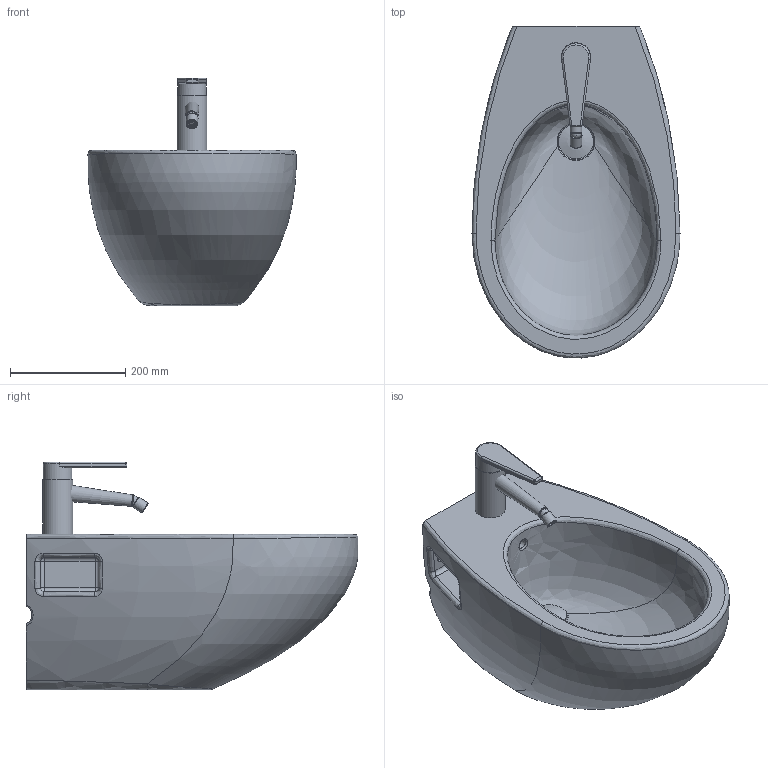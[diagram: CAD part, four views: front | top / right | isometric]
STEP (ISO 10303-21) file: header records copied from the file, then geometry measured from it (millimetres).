
FILE_DESCRIPTION((''),'2;1');
FILE_NAME('253210.stp','2008-03-11T07:49:28',('Huebner'),(''),'Autodesk Inventor 11','Autodesk Inventor 11','');
FILE_SCHEMA(('AUTOMOTIVE_DESIGN { 1 0 10303 214 1 1 1 1 }'));
Length unit declared in the file: millimetre
Products named in the file (11): 253210; Stopfen; Kelch; Baterie_Bidet_Duraplus; hebel1_CARO_2; Hebel2_CARO; Hebel_Bidet_Duraplus_2; Teil_2; Kugel; Neoperl_1
Assembly tree (10 placements, depth 4):
  253210
    253210
    Stopfen
    Kelch
    Baterie_Bidet_Duraplus
      hebel1_CARO_2
      Hebel2_CARO
      Hebel_Bidet_Duraplus_2
        Teil_2
        Kugel
        Neoperl_1
Bounding box: 360.5 x 575.33 x 395 mm (x, y, z)
Volume: 20811704.6 mm3; surface area: 980333.2 mm2
Topology: 8 solids, 8 shells, 245 faces, 552 edges, 325 vertices
Faces by surface type: cylinder 82, plane 72, bspline 70, torus 13, sphere 5, cone 3
Full cylindrical faces by diameter (mm): 1.14 x2, 1.196 x2, 1.218 x2, 1.27 x2, 1.297 x2, 1.311 x2, 1.347 x2, 1.379 x2, 15 x3, 16 x1, 20 x2, 35 x1, 42 x1, 44 x1, 50 x1, 52 x2, 60 x1, 64 x1
Entity records: 16230 total; most frequent: CARTESIAN_POINT 11146, ORIENTED_EDGE 960, DIRECTION 942, EDGE_CURVE 480, AXIS2_PLACEMENT_3D 394, EDGE_LOOP 322, VERTEX_POINT 318, FACE_OUTER_BOUND 245
